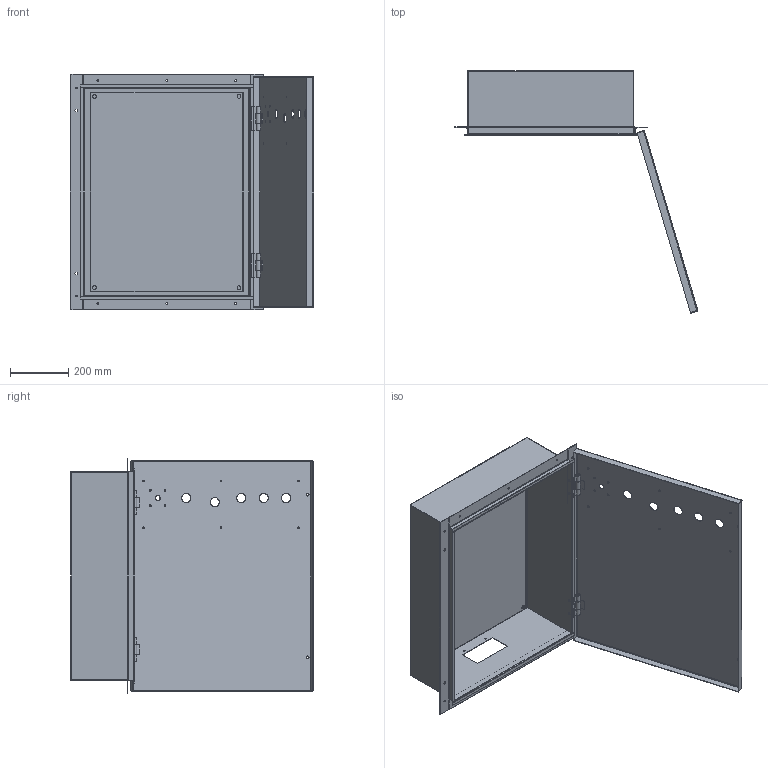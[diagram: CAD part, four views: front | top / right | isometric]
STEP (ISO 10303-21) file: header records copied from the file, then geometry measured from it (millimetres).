
FILE_DESCRIPTION(('FreeCAD Model'),'2;1');
FILE_NAME('Open CASCADE Shape Model','2025-05-09T04:32:17',('FreeCAD'),( 'FreeCAD'),'Open CASCADE STEP processor 7.6','FreeCAD','Unknown');
FILE_SCHEMA(('AUTOMOTIVE_DESIGN { 1 0 10303 214 1 1 1 1 }'));
Length unit declared in the file: millimetre
Products named in the file (1): Open CASCADE STEP translator 7.6 1
Bounding box: 837.01 x 834.11 x 809.01 mm (x, y, z)
Volume: 3572350 mm3; surface area: 4358434 mm2
Topology: 13 solids, 13 shells, 364 faces, 896 edges, 558 vertices
Faces by surface type: bspline 364
Entity records: 10608 total; most frequent: CARTESIAN_POINT 5165, ORIENTED_EDGE 1792, EDGE_CURVE 896, B_SPLINE_CURVE_WITH_KNOTS 626, VERTEX_POINT 558, FACE_BOUND 462, EDGE_LOOP 462, ADVANCED_FACE 364
